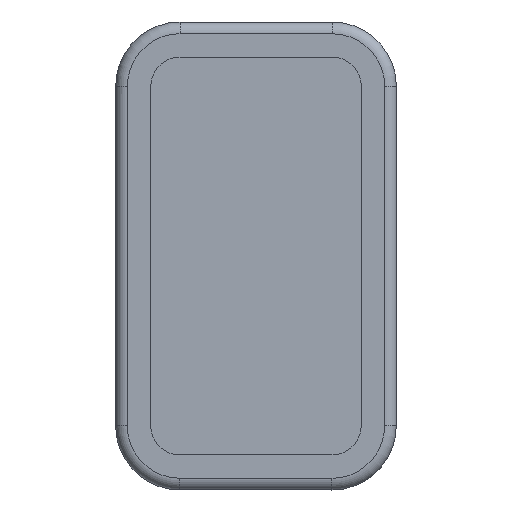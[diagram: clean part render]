
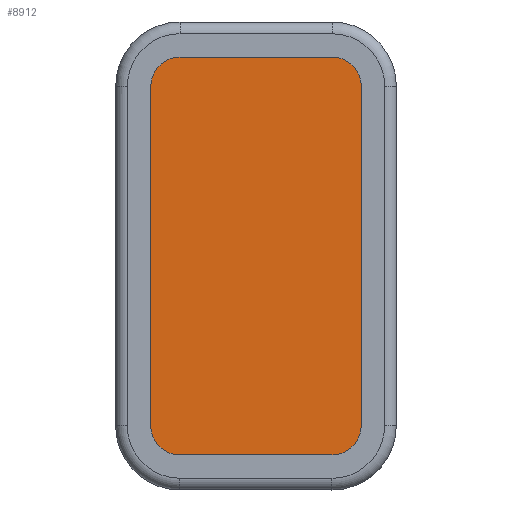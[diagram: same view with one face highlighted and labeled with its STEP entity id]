
A CAD part, front view. The second image highlights one B-rep face of the part: STEP entity #8912.
In plain terms, the highlighted planar face has unit normal (0, -1, 0).
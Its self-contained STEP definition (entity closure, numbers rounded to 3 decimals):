
#3084=CARTESIAN_POINT('',(23.134,0.2,78.108));
#3085=DIRECTION('',(0.,-1.,0.));
#3086=DIRECTION('',(1.,0.,0.));
#3087=AXIS2_PLACEMENT_3D('',#3084,#3085,#3086);
#3089=DIRECTION('',(0.,0.,1.));
#3090=VECTOR('',#3089,58.);
#3091=CARTESIAN_POINT('',(28.12,0.2,20.107));
#3092=LINE('',#3091,#3090);
#3093=CARTESIAN_POINT('',(23.12,0.2,20.108));
#3094=DIRECTION('',(0.,-1.,0.));
#3095=DIRECTION('',(0.,0.,-1.));
#3096=AXIS2_PLACEMENT_3D('',#3093,#3094,#3095);
#3098=DIRECTION('',(1.,0.,0.));
#3099=VECTOR('',#3098,26.);
#3100=CARTESIAN_POINT('',(-2.882,0.2,15.114));
#3101=LINE('',#3100,#3099);
#3102=CARTESIAN_POINT('',(-2.88,0.2,20.114));
#3103=DIRECTION('',(0.,-1.,0.));
#3104=DIRECTION('',(-1.,0.,0.));
#3105=AXIS2_PLACEMENT_3D('',#3102,#3103,#3104);
#3107=DIRECTION('',(0.,0.,-1.));
#3108=VECTOR('',#3107,58.);
#3109=CARTESIAN_POINT('',(-7.866,0.2,78.116));
#3110=LINE('',#3109,#3108);
#3111=CARTESIAN_POINT('',(-2.866,0.2,78.114));
#3112=DIRECTION('',(0.,-1.,0.));
#3113=DIRECTION('',(0.,0.,1.));
#3114=AXIS2_PLACEMENT_3D('',#3111,#3112,#3113);
#3116=DIRECTION('',(-1.,0.,0.));
#3117=VECTOR('',#3116,26.);
#3118=CARTESIAN_POINT('',(23.135,0.2,83.108));
#3119=LINE('',#3118,#3117);
#3232=CARTESIAN_POINT('',(23.135,0.2,83.108));
#3233=VERTEX_POINT('',#3232);
#3234=CARTESIAN_POINT('',(28.134,0.2,78.107));
#3235=VERTEX_POINT('',#3234);
#3236=CARTESIAN_POINT('',(28.12,0.2,20.107));
#3237=VERTEX_POINT('',#3236);
#3238=CARTESIAN_POINT('',(23.118,0.2,15.108));
#3239=VERTEX_POINT('',#3238);
#3240=CARTESIAN_POINT('',(-2.882,0.2,15.114));
#3241=VERTEX_POINT('',#3240);
#3242=CARTESIAN_POINT('',(-7.88,0.2,20.116));
#3243=VERTEX_POINT('',#3242);
#3244=CARTESIAN_POINT('',(-7.866,0.2,78.116));
#3245=VERTEX_POINT('',#3244);
#3246=CARTESIAN_POINT('',(-2.865,0.2,83.114));
#3247=VERTEX_POINT('',#3246);
#8897=CARTESIAN_POINT('',(10.127,0.2,49.111));
#8898=DIRECTION('',(0.,1.,0.));
#8899=DIRECTION('',(0.,0.,-1.));
#8900=AXIS2_PLACEMENT_3D('',#8897,#8898,#8899);
#8901=PLANE('',#8900);
#8902=ORIENTED_EDGE('',*,*,#8737,.F.);
#8903=ORIENTED_EDGE('',*,*,#8759,.F.);
#8904=ORIENTED_EDGE('',*,*,#8780,.F.);
#8905=ORIENTED_EDGE('',*,*,#8801,.F.);
#8906=ORIENTED_EDGE('',*,*,#8822,.F.);
#8907=ORIENTED_EDGE('',*,*,#8843,.F.);
#8908=ORIENTED_EDGE('',*,*,#8864,.F.);
#8909=ORIENTED_EDGE('',*,*,#8884,.F.);
#8910=EDGE_LOOP('',(#8902,#8903,#8904,#8905,#8906,#8907,#8908,#8909));
#8911=FACE_OUTER_BOUND('',#8910,.F.);
#8912=ADVANCED_FACE('',(#8911),#8901,.F.);
#3088=CIRCLE('',#3087,5.);
#3097=CIRCLE('',#3096,5.);
#3106=CIRCLE('',#3105,5.);
#3115=CIRCLE('',#3114,5.);
#8737=EDGE_CURVE('',#3235,#3233,#3088,.T.);
#8759=EDGE_CURVE('',#3237,#3235,#3092,.T.);
#8780=EDGE_CURVE('',#3239,#3237,#3097,.T.);
#8801=EDGE_CURVE('',#3241,#3239,#3101,.T.);
#8822=EDGE_CURVE('',#3243,#3241,#3106,.T.);
#8843=EDGE_CURVE('',#3245,#3243,#3110,.T.);
#8864=EDGE_CURVE('',#3247,#3245,#3115,.T.);
#8884=EDGE_CURVE('',#3233,#3247,#3119,.T.);
